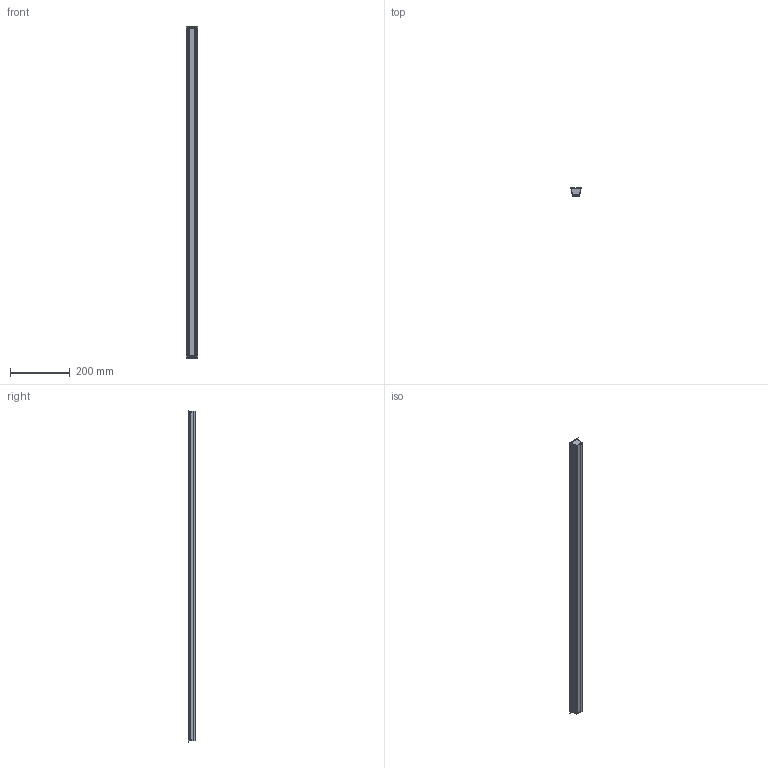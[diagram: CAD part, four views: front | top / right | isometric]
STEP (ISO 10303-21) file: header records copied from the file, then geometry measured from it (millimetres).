
FILE_DESCRIPTION (( 'STEP AP214' ), '1' );
FILE_NAME ('Medium Wing.STEP', '2023-01-19T09:23:44', ( '' ), ( '' ), 'SwSTEP 2.0', 'SolidWorks 2023', '' );
FILE_SCHEMA (( 'AUTOMOTIVE_DESIGN' ));
Length unit declared in the file: millimetre
Products named in the file (3): Profile Medium Wing; Endcap_Profile_Medium_Wing_V06_27.06.2022; Medium Wing
Assembly tree (3 placements, depth 2):
  Medium Wing
    Profile Medium Wing
    Endcap_Profile_Medium_Wing_V06_27.06.2022  x2
Bounding box: 40 x 25.9 x 1113.6 mm (x, y, z)
Volume: 730622.6 mm3; surface area: 165546.1 mm2
Topology: 3 solids, 3 shells, 245 faces, 631 edges, 380 vertices
Faces by surface type: plane 118, cylinder 99, sphere 20, torus 8
Entity records: 4987 total; most frequent: CARTESIAN_POINT 898, DIRECTION 861, ORIENTED_EDGE 834, EDGE_CURVE 417, AXIS2_PLACEMENT_3D 292, VECTOR 277, LINE 277, VERTEX_POINT 263
